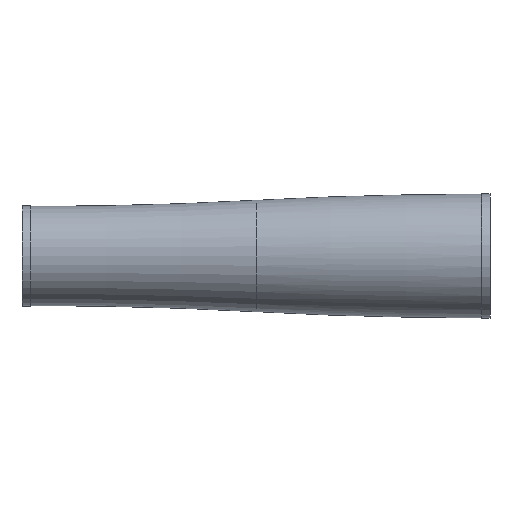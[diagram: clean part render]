
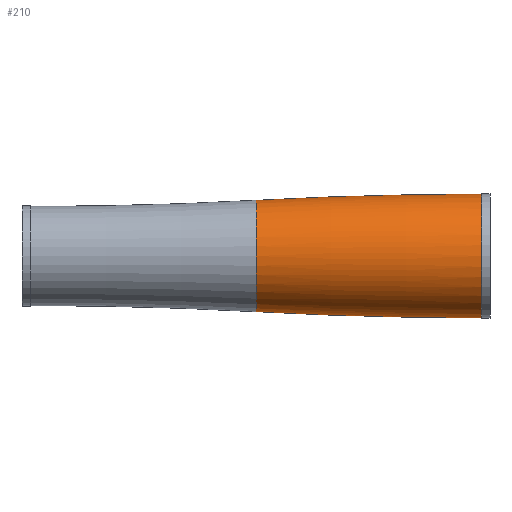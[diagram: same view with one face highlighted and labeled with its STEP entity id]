
A CAD part, front view. The second image highlights one B-rep face of the part: STEP entity #210.
In plain terms, the highlighted toroidal (fillet/blend) face has major radius 1828.35 mm and minor radius 1856.1 mm.
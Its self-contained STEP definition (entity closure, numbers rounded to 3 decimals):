
#4 = EDGE_CURVE ( 'NONE', #384, #993, #81, .T. ) ;
#33 = CARTESIAN_POINT ( 'NONE',  ( -105., 0., -25. ) ) ;
#56 = CARTESIAN_POINT ( 'NONE',  ( -4., 0., -27.75 ) ) ;
#60 = AXIS2_PLACEMENT_3D ( 'NONE', #313, #142, #79 ) ;
#63 = DIRECTION ( 'NONE',  ( 1., 0., 0. ) ) ;
#67 = CIRCLE ( 'NONE', #104, 1856.102 ) ;
#79 = DIRECTION ( 'NONE',  ( 0., 0., 1. ) ) ;
#81 = CIRCLE ( 'NONE', #60, 1856.102 ) ;
#104 = AXIS2_PLACEMENT_3D ( 'NONE', #937, #404, #859 ) ;
#135 = DIRECTION ( 'NONE',  ( 1., 0., 0. ) ) ;
#142 = DIRECTION ( 'NONE',  ( 0., 1., 0. ) ) ;
#160 = DIRECTION ( 'NONE',  ( 0., 0., -1. ) ) ;
#210 = ADVANCED_FACE ( 'NONE', ( #374 ), #580, .T. ) ;
#229 = CARTESIAN_POINT ( 'NONE',  ( -4., 0., 0. ) ) ;
#254 = EDGE_CURVE ( 'NONE', #384, #531, #748, .T. ) ;
#310 = DIRECTION ( 'NONE',  ( 0., 0., -1. ) ) ;
#313 = CARTESIAN_POINT ( 'NONE',  ( -4., 0., -1828.352 ) ) ;
#315 = ORIENTED_EDGE ( 'NONE', *, *, #979, .T. ) ;
#374 = FACE_OUTER_BOUND ( 'NONE', #821, .T. ) ;
#384 = VERTEX_POINT ( 'NONE', #721 ) ;
#404 = DIRECTION ( 'NONE',  ( 0., -1., 0. ) ) ;
#473 = AXIS2_PLACEMENT_3D ( 'NONE', #617, #135, #688 ) ;
#531 = VERTEX_POINT ( 'NONE', #33 ) ;
#555 = CARTESIAN_POINT ( 'NONE',  ( -4., 0., 27.75 ) ) ;
#580 = TOROIDAL_SURFACE ( 'NONE', #1008, -1828.352, 1856.102 ) ;
#617 = CARTESIAN_POINT ( 'NONE',  ( -4., 0., 0. ) ) ;
#635 = DIRECTION ( 'NONE',  ( 1., 0., 0. ) ) ;
#655 = EDGE_CURVE ( 'NONE', #993, #695, #976, .T. ) ;
#682 = ORIENTED_EDGE ( 'NONE', *, *, #4, .F. ) ;
#688 = DIRECTION ( 'NONE',  ( 0., 0., -1. ) ) ;
#695 = VERTEX_POINT ( 'NONE', #56 ) ;
#721 = CARTESIAN_POINT ( 'NONE',  ( -105., 0., 25. ) ) ;
#748 = CIRCLE ( 'NONE', #956, 25. ) ;
#821 = EDGE_LOOP ( 'NONE', ( #682, #888, #315, #875 ) ) ;
#859 = DIRECTION ( 'NONE',  ( 0., 0., -1. ) ) ;
#875 = ORIENTED_EDGE ( 'NONE', *, *, #655, .F. ) ;
#888 = ORIENTED_EDGE ( 'NONE', *, *, #254, .T. ) ;
#937 = CARTESIAN_POINT ( 'NONE',  ( -4., 0., 1828.352 ) ) ;
#939 = CARTESIAN_POINT ( 'NONE',  ( -105., 0., 0. ) ) ;
#956 = AXIS2_PLACEMENT_3D ( 'NONE', #939, #635, #160 ) ;
#976 = CIRCLE ( 'NONE', #473, 27.75 ) ;
#979 = EDGE_CURVE ( 'NONE', #531, #695, #67, .T. ) ;
#993 = VERTEX_POINT ( 'NONE', #555 ) ;
#1008 = AXIS2_PLACEMENT_3D ( 'NONE', #229, #63, #310 ) ;
